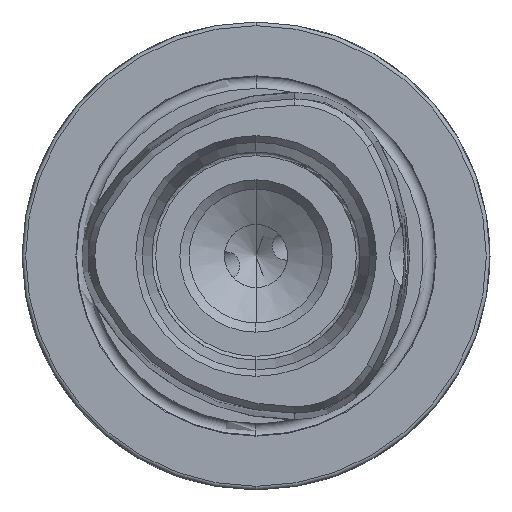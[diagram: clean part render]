
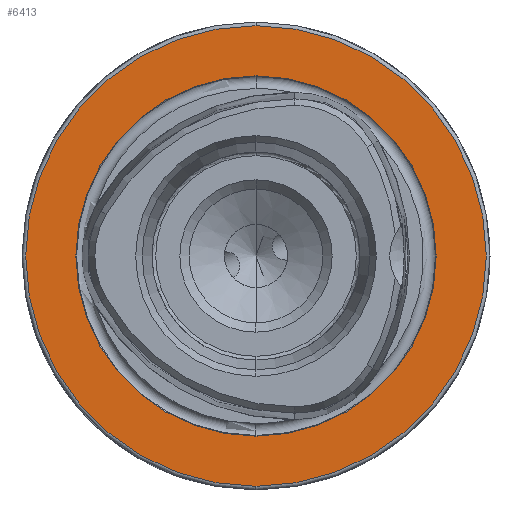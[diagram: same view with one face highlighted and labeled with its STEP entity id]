
A CAD part, left-side view. The second image highlights one B-rep face of the part: STEP entity #6413.
In plain terms, the highlighted planar face has unit normal (-1, 0, 0).
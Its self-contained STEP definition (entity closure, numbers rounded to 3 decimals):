
#60 = EDGE_LOOP ( 'NONE', ( #5615, #7501 ) ) ;
#225 = CIRCLE ( 'NONE', #3069, 24.25 ) ;
#496 = DIRECTION ( 'NONE',  ( 0., 0., 1. ) ) ;
#703 = CIRCLE ( 'NONE', #4367, 24.25 ) ;
#874 = EDGE_CURVE ( 'NONE', #1333, #6672, #1372, .T. ) ;
#1258 = DIRECTION ( 'NONE',  ( -1., 0., 0. ) ) ;
#1333 = VERTEX_POINT ( 'NONE', #4717 ) ;
#1372 = CIRCLE ( 'NONE', #8980, 31. ) ;
#1382 = DIRECTION ( 'NONE',  ( 0., 0., -1. ) ) ;
#1574 = VERTEX_POINT ( 'NONE', #9351 ) ;
#1908 = CARTESIAN_POINT ( 'NONE',  ( 0., 0., 0. ) ) ;
#1975 = CARTESIAN_POINT ( 'NONE',  ( 0., 0., 24.25 ) ) ;
#2066 = DIRECTION ( 'NONE',  ( 1., 0., 0. ) ) ;
#2364 = EDGE_CURVE ( 'NONE', #7937, #1574, #703, .T. ) ;
#2653 = FACE_OUTER_BOUND ( 'NONE', #60, .T. ) ;
#3069 = AXIS2_PLACEMENT_3D ( 'NONE', #5505, #7815, #9375 ) ;
#4367 = AXIS2_PLACEMENT_3D ( 'NONE', #1908, #6336, #8619 ) ;
#4526 = CARTESIAN_POINT ( 'NONE',  ( 0., 0., 0. ) ) ;
#4663 = EDGE_LOOP ( 'NONE', ( #8027, #7377 ) ) ;
#4717 = CARTESIAN_POINT ( 'NONE',  ( 0., 0., 31. ) ) ;
#5043 = FACE_BOUND ( 'NONE', #4663, .T. ) ;
#5062 = CARTESIAN_POINT ( 'NONE',  ( 0., 0., 0. ) ) ;
#5165 = PLANE ( 'NONE',  #7248 ) ;
#5505 = CARTESIAN_POINT ( 'NONE',  ( 0., 0., 0. ) ) ;
#5615 = ORIENTED_EDGE ( 'NONE', *, *, #874, .T. ) ;
#5941 = CARTESIAN_POINT ( 'NONE',  ( 0., 24.25, 0. ) ) ;
#6034 = DIRECTION ( 'NONE',  ( -1., 0., 0. ) ) ;
#6336 = DIRECTION ( 'NONE',  ( -1., 0., 0. ) ) ;
#6413 = ADVANCED_FACE ( 'NONE', ( #5043, #2653 ), #5165, .F. ) ;
#6672 = VERTEX_POINT ( 'NONE', #8421 ) ;
#6822 = DIRECTION ( 'NONE',  ( 0., 0., 1. ) ) ;
#6883 = AXIS2_PLACEMENT_3D ( 'NONE', #5062, #1258, #496 ) ;
#7248 = AXIS2_PLACEMENT_3D ( 'NONE', #5941, #2066, #1382 ) ;
#7377 = ORIENTED_EDGE ( 'NONE', *, *, #8767, .F. ) ;
#7501 = ORIENTED_EDGE ( 'NONE', *, *, #8463, .T. ) ;
#7815 = DIRECTION ( 'NONE',  ( -1., 0., 0. ) ) ;
#7937 = VERTEX_POINT ( 'NONE', #1975 ) ;
#8027 = ORIENTED_EDGE ( 'NONE', *, *, #2364, .F. ) ;
#8421 = CARTESIAN_POINT ( 'NONE',  ( 0., 0., -31. ) ) ;
#8463 = EDGE_CURVE ( 'NONE', #6672, #1333, #9596, .T. ) ;
#8619 = DIRECTION ( 'NONE',  ( 0., 0., 1. ) ) ;
#8767 = EDGE_CURVE ( 'NONE', #1574, #7937, #225, .T. ) ;
#8980 = AXIS2_PLACEMENT_3D ( 'NONE', #4526, #6034, #6822 ) ;
#9351 = CARTESIAN_POINT ( 'NONE',  ( 0., 0., -24.25 ) ) ;
#9375 = DIRECTION ( 'NONE',  ( 0., 0., 1. ) ) ;
#9596 = CIRCLE ( 'NONE', #6883, 31. ) ;
